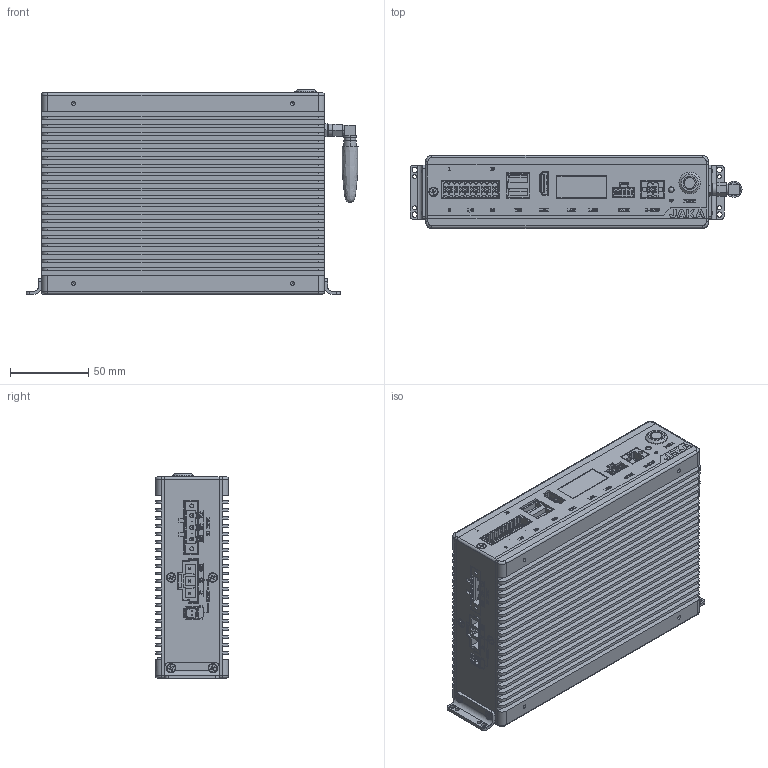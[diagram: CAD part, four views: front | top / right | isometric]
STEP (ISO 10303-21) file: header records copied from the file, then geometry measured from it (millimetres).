
FILE_DESCRIPTION (( 'STEP AP203' ), '1' );
FILE_NAME ('MiniCab.STEP', '2021-05-06T09:51:43', ( 'Jiaxin' ), ( '' ), 'SwSTEP 2.0', 'SolidWorks 2016', '' );
FILE_SCHEMA (( 'CONFIG_CONTROL_DESIGN' ));
Products named in the file (1): MiniCab
Bounding box: 212.45 x 46.6 x 130.9 mm (x, y, z)
Volume: 257393.6 mm3; surface area: 247147.9 mm2
Topology: 44 solids, 44 shells, 5219 faces, 13732 edges, 8809 vertices
Faces by surface type: plane 3493, cylinder 930, bspline 663, cone 119, torus 14
Entity records: 192597 total; most frequent: CARTESIAN_POINT 67597, ORIENTED_EDGE 27276, DIRECTION 23196, EDGE_CURVE 13638, LINE 10280, VECTOR 10280, VERTEX_POINT 8809, AXIS2_PLACEMENT_3D 6458
